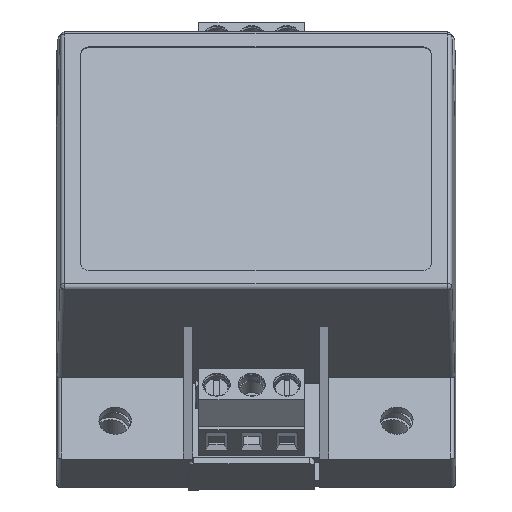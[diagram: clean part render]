
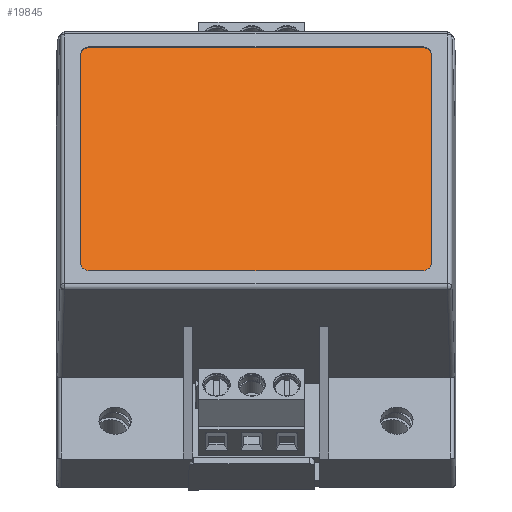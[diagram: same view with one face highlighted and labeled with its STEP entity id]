
A CAD part, left-side view. The second image highlights one B-rep face of the part: STEP entity #19845.
In plain terms, the highlighted face is planar.
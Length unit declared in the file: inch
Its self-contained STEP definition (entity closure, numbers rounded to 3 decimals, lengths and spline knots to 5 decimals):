
#22 = DIRECTION ( 'NONE',  ( -1., 0., 0. ) ) ;
#51 = ORIENTED_EDGE ( 'NONE', *, *, #11991, .T. ) ;
#199 = AXIS2_PLACEMENT_3D ( 'NONE', #785, #19558, #563 ) ;
#303 = CIRCLE ( 'NONE', #18714, 0.03937 ) ;
#507 = DIRECTION ( 'NONE',  ( 0., 1., 0. ) ) ;
#563 = DIRECTION ( 'NONE',  ( 0.836, 0., -0.549 ) ) ;
#598 = DIRECTION ( 'NONE',  ( -0.836, 0., 0.549 ) ) ;
#785 = CARTESIAN_POINT ( 'NONE',  ( 0.30988, 0.44685, -0.07755 ) ) ;
#786 = LINE ( 'NONE', #12332, #14207 ) ;
#1488 = CARTESIAN_POINT ( 'NONE',  ( -0.58297, 0.44685, -0.74803 ) ) ;
#2137 = PLANE ( 'NONE',  #199 ) ;
#3103 = VERTEX_POINT ( 'NONE', #9597 ) ;
#3502 = CARTESIAN_POINT ( 'NONE',  ( 0.51939, 0.44685, -0.70866 ) ) ;
#3614 = VERTEX_POINT ( 'NONE', #19067 ) ;
#4056 = DIRECTION ( 'NONE',  ( 0., 0., 1. ) ) ;
#4211 = EDGE_CURVE ( 'NONE', #7569, #3614, #19014, .T. ) ;
#4650 = CARTESIAN_POINT ( 'NONE',  ( -0.58297, 0.44685, 0.70866 ) ) ;
#4903 = AXIS2_PLACEMENT_3D ( 'NONE', #21203, #507, #5698 ) ;
#5135 = ORIENTED_EDGE ( 'NONE', *, *, #20126, .T. ) ;
#5319 = DIRECTION ( 'NONE',  ( 0., 1., 0. ) ) ;
#5698 = DIRECTION ( 'NONE',  ( -0.836, 0., 0.549 ) ) ;
#5762 = EDGE_CURVE ( 'NONE', #3103, #7569, #11830, .T. ) ;
#5825 = VERTEX_POINT ( 'NONE', #17525 ) ;
#5956 = LINE ( 'NONE', #19764, #19390 ) ;
#6124 = DIRECTION ( 'NONE',  ( 0., 1., 0. ) ) ;
#6280 = CARTESIAN_POINT ( 'NONE',  ( 0.55876, 0.44685, -0.74803 ) ) ;
#6499 = ORIENTED_EDGE ( 'NONE', *, *, #7049, .T. ) ;
#7049 = EDGE_CURVE ( 'NONE', #3614, #20947, #303, .T. ) ;
#7162 = VERTEX_POINT ( 'NONE', #4650 ) ;
#7193 = VECTOR ( 'NONE', #12968, 39.37008 ) ;
#7324 = AXIS2_PLACEMENT_3D ( 'NONE', #17859, #14361, #16050 ) ;
#7569 = VERTEX_POINT ( 'NONE', #22285 ) ;
#8474 = VERTEX_POINT ( 'NONE', #17065 ) ;
#8879 = VECTOR ( 'NONE', #22, 39.37008 ) ;
#9455 = ORIENTED_EDGE ( 'NONE', *, *, #12513, .T. ) ;
#9597 = CARTESIAN_POINT ( 'NONE',  ( 0.55876, 0.44685, -0.70866 ) ) ;
#9664 = ORIENTED_EDGE ( 'NONE', *, *, #21505, .T. ) ;
#11830 = CIRCLE ( 'NONE', #17959, 0.03937 ) ;
#11959 = EDGE_CURVE ( 'NONE', #20947, #7162, #786, .T. ) ;
#11991 = EDGE_CURVE ( 'NONE', #5825, #18322, #17069, .T. ) ;
#12019 = ORIENTED_EDGE ( 'NONE', *, *, #4211, .T. ) ;
#12332 = CARTESIAN_POINT ( 'NONE',  ( -0.58297, 0.44685, -0.74803 ) ) ;
#12463 = CARTESIAN_POINT ( 'NONE',  ( 0.55876, 0.44685, 0.70866 ) ) ;
#12513 = EDGE_CURVE ( 'NONE', #18322, #3103, #21459, .T. ) ;
#12912 = ORIENTED_EDGE ( 'NONE', *, *, #5762, .T. ) ;
#12968 = DIRECTION ( 'NONE',  ( 0., 0., -1. ) ) ;
#14207 = VECTOR ( 'NONE', #4056, 39.37008 ) ;
#14361 = DIRECTION ( 'NONE',  ( 0., 1., 0. ) ) ;
#14579 = FACE_OUTER_BOUND ( 'NONE', #16048, .T. ) ;
#16048 = EDGE_LOOP ( 'NONE', ( #21403, #5135, #9664, #51, #9455, #12912, #12019, #6499 ) ) ;
#16050 = DIRECTION ( 'NONE',  ( -0.836, 0., 0.549 ) ) ;
#17065 = CARTESIAN_POINT ( 'NONE',  ( -0.5436, 0.44685, 0.74803 ) ) ;
#17069 = CIRCLE ( 'NONE', #7324, 0.03937 ) ;
#17525 = CARTESIAN_POINT ( 'NONE',  ( 0.51939, 0.44685, 0.74803 ) ) ;
#17859 = CARTESIAN_POINT ( 'NONE',  ( 0.51939, 0.44685, 0.70866 ) ) ;
#17959 = AXIS2_PLACEMENT_3D ( 'NONE', #3502, #5319, #22070 ) ;
#18272 = CIRCLE ( 'NONE', #4903, 0.03937 ) ;
#18322 = VERTEX_POINT ( 'NONE', #12463 ) ;
#18714 = AXIS2_PLACEMENT_3D ( 'NONE', #19710, #6124, #598 ) ;
#19014 = LINE ( 'NONE', #1488, #8879 ) ;
#19067 = CARTESIAN_POINT ( 'NONE',  ( -0.5436, 0.44685, -0.74803 ) ) ;
#19234 = CARTESIAN_POINT ( 'NONE',  ( -0.58297, 0.44685, -0.70866 ) ) ;
#19390 = VECTOR ( 'NONE', #21019, 39.37008 ) ;
#19558 = DIRECTION ( 'NONE',  ( 0., 1., 0. ) ) ;
#19710 = CARTESIAN_POINT ( 'NONE',  ( -0.5436, 0.44685, -0.70866 ) ) ;
#19764 = CARTESIAN_POINT ( 'NONE',  ( -0.58297, 0.44685, 0.74803 ) ) ;
#19845 = ADVANCED_FACE ( 'NONE', ( #14579 ), #2137, .T. ) ;
#20126 = EDGE_CURVE ( 'NONE', #7162, #8474, #18272, .T. ) ;
#20947 = VERTEX_POINT ( 'NONE', #19234 ) ;
#21019 = DIRECTION ( 'NONE',  ( 1., 0., 0. ) ) ;
#21203 = CARTESIAN_POINT ( 'NONE',  ( -0.5436, 0.44685, 0.70866 ) ) ;
#21403 = ORIENTED_EDGE ( 'NONE', *, *, #11959, .T. ) ;
#21459 = LINE ( 'NONE', #6280, #7193 ) ;
#21505 = EDGE_CURVE ( 'NONE', #8474, #5825, #5956, .T. ) ;
#22070 = DIRECTION ( 'NONE',  ( -0.836, 0., 0.549 ) ) ;
#22285 = CARTESIAN_POINT ( 'NONE',  ( 0.51939, 0.44685, -0.74803 ) ) ;
